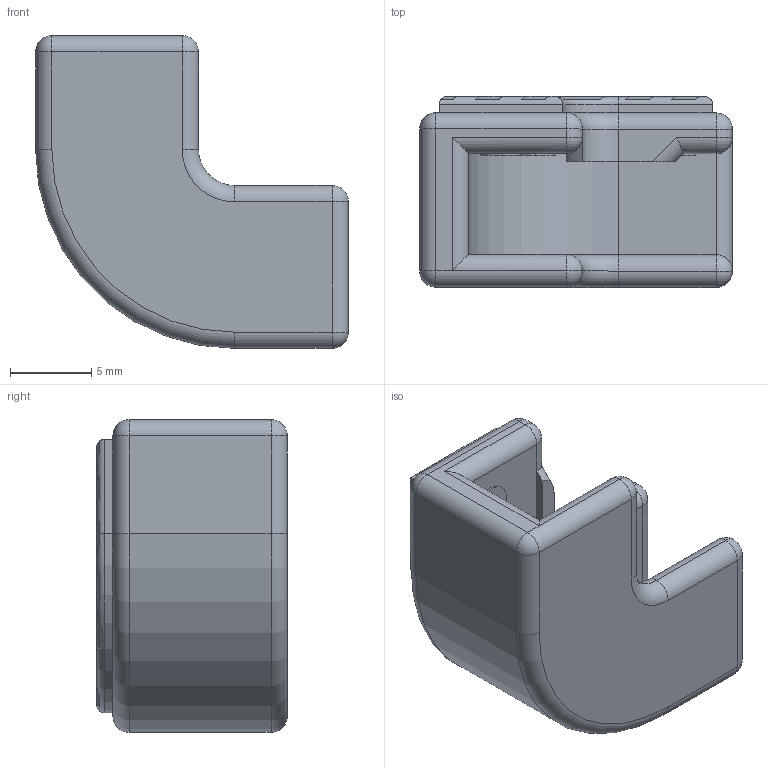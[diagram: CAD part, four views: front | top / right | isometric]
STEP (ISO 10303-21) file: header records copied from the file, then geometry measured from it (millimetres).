
FILE_DESCRIPTION (( 'STEP AP214' ), '1' );
FILE_NAME ('す啣誘褒.STEP', '2023-08-02T19:55:55', ( '' ), ( '' ), 'SwSTEP 2.0', 'SolidWorks 2020', '' );
FILE_SCHEMA (( 'AUTOMOTIVE_DESIGN' ));
Length unit declared in the file: millimetre
Products named in the file (1): す啣誘褒
Bounding box: 19.2 x 11.7 x 19.2 mm (x, y, z)
Volume: 1818.2 mm3; surface area: 2029 mm2
Topology: 2 solids, 2 shells, 139 faces, 344 edges, 200 vertices
Faces by surface type: plane 66, cylinder 54, sphere 12, torus 7
Entity records: 4039 total; most frequent: CARTESIAN_POINT 830, DIRECTION 668, ORIENTED_EDGE 664, EDGE_CURVE 332, AXIS2_PLACEMENT_3D 242, VERTEX_POINT 200, LINE 184, VECTOR 184
